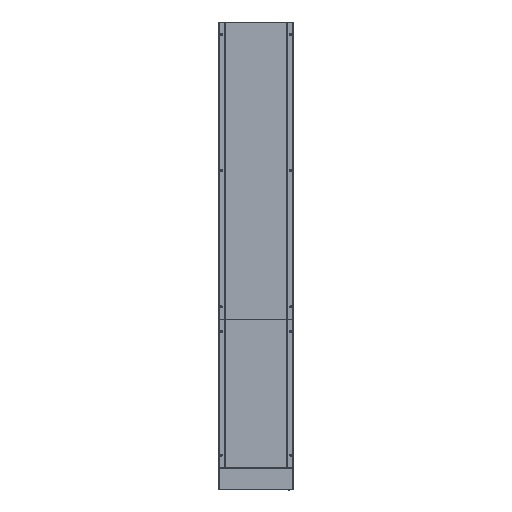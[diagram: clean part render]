
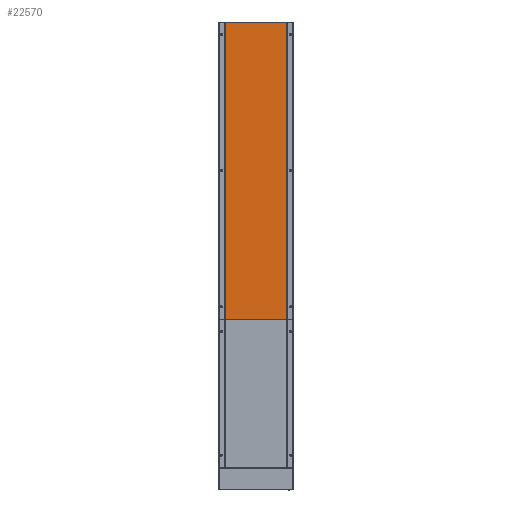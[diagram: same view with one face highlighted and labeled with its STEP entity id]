
A CAD part, top view. The second image highlights one B-rep face of the part: STEP entity #22570.
In plain terms, the highlighted face is planar.
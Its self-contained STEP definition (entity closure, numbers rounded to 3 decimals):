
#24 = ORIENTED_EDGE ( 'NONE', *, *, #9022, .F. ) ;
#1610 = VECTOR ( 'NONE', #14599, 1000. ) ;
#3635 = VECTOR ( 'NONE', #21429, 1000. ) ;
#3983 = PLANE ( 'NONE',  #12798 ) ;
#4298 = LINE ( 'NONE', #12862, #3635 ) ;
#5486 = VECTOR ( 'NONE', #14777, 1000. ) ;
#5727 = VERTEX_POINT ( 'NONE', #9140 ) ;
#6235 = FACE_OUTER_BOUND ( 'NONE', #7367, .T. ) ;
#6363 = DIRECTION ( 'NONE',  ( 0., 0., -1. ) ) ;
#7367 = EDGE_LOOP ( 'NONE', ( #24, #20363, #27736, #23520 ) ) ;
#7856 = VERTEX_POINT ( 'NONE', #27500 ) ;
#8149 = CARTESIAN_POINT ( 'NONE',  ( 2., 1200., -1. ) ) ;
#8197 = DIRECTION ( 'NONE',  ( -1., 0., 0. ) ) ;
#9022 = EDGE_CURVE ( 'NONE', #5727, #25183, #17008, .T. ) ;
#9071 = CARTESIAN_POINT ( 'NONE',  ( 2., 1200., -1. ) ) ;
#9140 = CARTESIAN_POINT ( 'NONE',  ( 251., 1200., -1. ) ) ;
#10642 = VECTOR ( 'NONE', #27129, 1000. ) ;
#12625 = EDGE_CURVE ( 'NONE', #7856, #19105, #24920, .T. ) ;
#12798 = AXIS2_PLACEMENT_3D ( 'NONE', #23496, #6363, #8197 ) ;
#12862 = CARTESIAN_POINT ( 'NONE',  ( 251., 0., -1. ) ) ;
#14337 = CARTESIAN_POINT ( 'NONE',  ( 0., 1200., -1. ) ) ;
#14599 = DIRECTION ( 'NONE',  ( 0., -1., 0. ) ) ;
#14777 = DIRECTION ( 'NONE',  ( 1., 0., 0. ) ) ;
#17008 = LINE ( 'NONE', #14337, #10642 ) ;
#18031 = CARTESIAN_POINT ( 'NONE',  ( 251., 0., -1. ) ) ;
#18741 = CARTESIAN_POINT ( 'NONE',  ( 0., 0., -1. ) ) ;
#19105 = VERTEX_POINT ( 'NONE', #18031 ) ;
#20363 = ORIENTED_EDGE ( 'NONE', *, *, #20436, .F. ) ;
#20436 = EDGE_CURVE ( 'NONE', #19105, #5727, #4298, .T. ) ;
#21429 = DIRECTION ( 'NONE',  ( 0., 1., 0. ) ) ;
#22570 = ADVANCED_FACE ( 'NONE', ( #6235 ), #3983, .T. ) ;
#22796 = EDGE_CURVE ( 'NONE', #25183, #7856, #23038, .T. ) ;
#23038 = LINE ( 'NONE', #8149, #1610 ) ;
#23496 = CARTESIAN_POINT ( 'NONE',  ( 0., 0., -1. ) ) ;
#23520 = ORIENTED_EDGE ( 'NONE', *, *, #22796, .F. ) ;
#24920 = LINE ( 'NONE', #18741, #5486 ) ;
#25183 = VERTEX_POINT ( 'NONE', #9071 ) ;
#27129 = DIRECTION ( 'NONE',  ( -1., 0., 0. ) ) ;
#27500 = CARTESIAN_POINT ( 'NONE',  ( 2., 0., -1. ) ) ;
#27736 = ORIENTED_EDGE ( 'NONE', *, *, #12625, .F. ) ;
